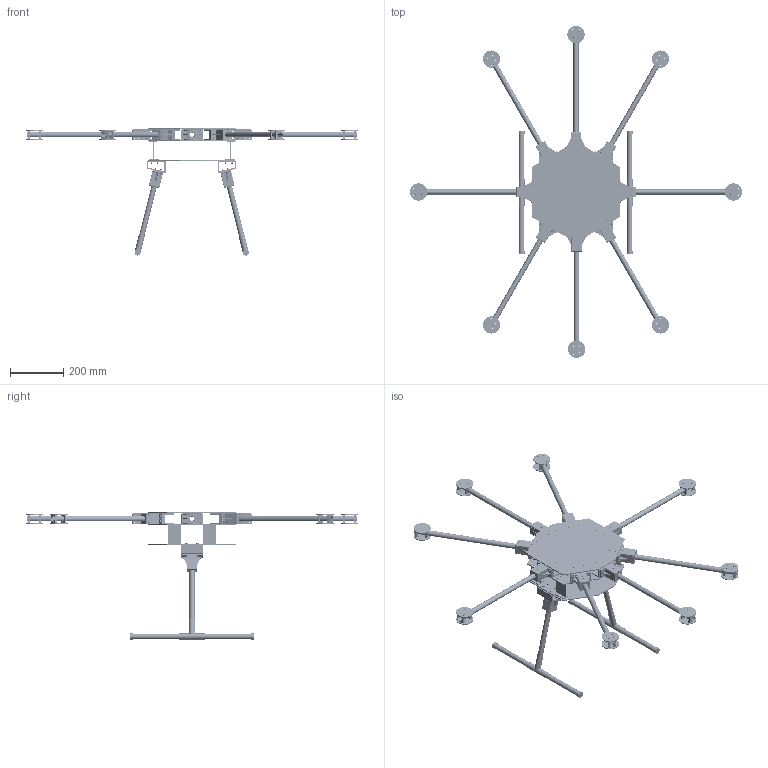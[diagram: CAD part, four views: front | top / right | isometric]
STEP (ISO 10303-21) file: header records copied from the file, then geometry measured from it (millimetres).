
FILE_DESCRIPTION(/* description */ (''),/* implementation_level */ '2;1');
FILE_NAME(/* name */ 'Drone Assembly v16.step',/* time_stamp */ '2023-01-24T09:54:32-06:00',/* author */ (''),/* organization */ (''),/* preprocessor_version */ 'ST-DEVELOPER v19.2',/* originating_system */ 'Autodesk Translation Framework v11.17.0.187',/* authorisation */ '');
FILE_SCHEMA (('AUTOMOTIVE_DESIGN { 1 0 10303 214 3 1 1 }'));
Length unit declared in the file: millimetre
Products named in the file (24): Drone Assembly; Frame Attatchment; Arm; Arm_1; Arm_2; Arm_3; Arm_4; Arm_5; Arm_6; Arm_7; Motor Mounts; M5 15mm Hex Screw; Center of Frame; Stand-Offs; Bottom Center; Center of Frame v4; Top Frame; Center of Frame v3; Leg Attatchment; Leg; Leg_1; Arm v6; Component1; M5 15mm Hex Head
Assembly tree (88 placements, depth 3):
  Drone Assembly
    Frame Attatchment  x8
    Arm
      Motor Mounts
      M5 15mm Hex Screw  x4
    Arm_1
      Motor Mounts
      M5 15mm Hex Screw  x4
    Arm_2
      Motor Mounts
      M5 15mm Hex Screw  x4
    Arm_3
      Motor Mounts
      M5 15mm Hex Screw  x4
    Arm_4
      Motor Mounts
      M5 15mm Hex Screw  x4
    Arm_5
      Motor Mounts
      M5 15mm Hex Screw  x4
    Arm_6
      Motor Mounts
      M5 15mm Hex Screw  x4
    Arm_7
      Motor Mounts
      M5 15mm Hex Screw  x4
    Stand-Offs  x4
    Center of Frame
    Bottom Center
      Center of Frame v4
    Top Frame
      Center of Frame v3
    Leg Attatchment  x2
    Leg
      Arm v6
    Leg_1
      Arm v6
    Component1
    M5 15mm Hex Head  x16
Bounding box: 1248.32 x 1248.34 x 478.22 mm (x, y, z)
Volume: 3041345.5 mm3; surface area: 1973194.5 mm2
Topology: 119 solids, 119 shells, 4698 faces, 12182 edges, 7888 vertices
Faces by surface type: cylinder 2800, plane 1226, cone 480, bspline 96, sphere 80, torus 16
Full cylindrical faces by diameter (mm): 2.529 x288, 3.332 x64, 3.961 x768, 4.234 x184, 4.5 x40, 5 x876, 10 x40, 17 x8, 19 x12, 20 x12, 21 x8, 23 x8, 65 x16
Entity records: 47463 total; most frequent: CARTESIAN_POINT 14837, DIRECTION 6798, ORIENTED_EDGE 6154, EDGE_CURVE 3077, AXIS2_PLACEMENT_3D 2634, EDGE_LOOP 2036, VERTEX_POINT 1967, LINE 1530
